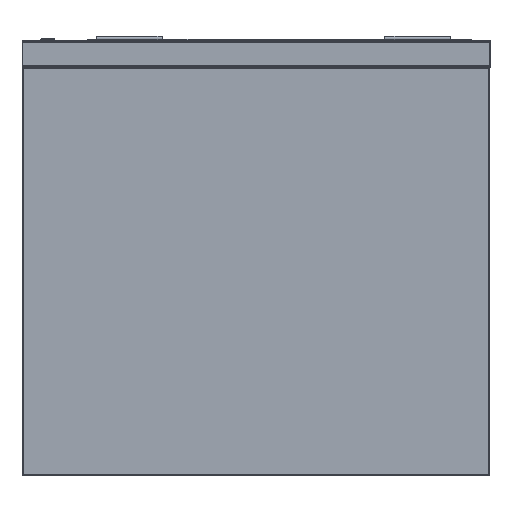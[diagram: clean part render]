
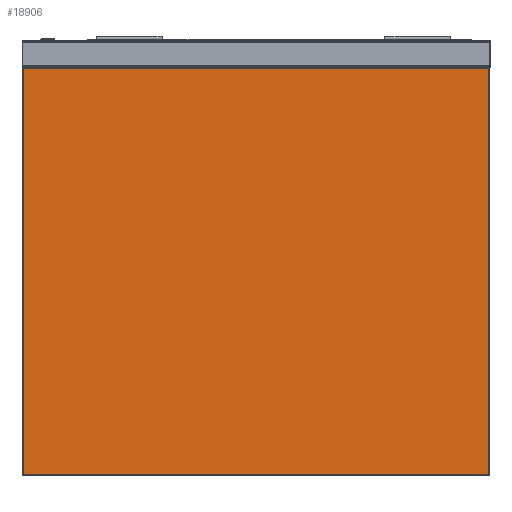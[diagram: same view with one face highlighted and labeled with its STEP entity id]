
A CAD part, left-side view. The second image highlights one B-rep face of the part: STEP entity #18906.
In plain terms, the highlighted planar face has unit normal (-1, 0, 0).
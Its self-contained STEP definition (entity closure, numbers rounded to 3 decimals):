
#311 = VECTOR ( 'NONE', #7921, 1000. ) ;
#2186 = EDGE_CURVE ( 'NONE', #35331, #11946, #33732, .T. ) ;
#2560 = PLANE ( 'NONE',  #24242 ) ;
#2780 = CARTESIAN_POINT ( 'NONE',  ( -660., 353., -42. ) ) ;
#4486 = DIRECTION ( 'NONE',  ( 0., -1., 0. ) ) ;
#4662 = CARTESIAN_POINT ( 'NONE',  ( -660., -355., -658. ) ) ;
#5436 = VECTOR ( 'NONE', #4486, 1000. ) ;
#6550 = CARTESIAN_POINT ( 'NONE',  ( -660., -353., -42. ) ) ;
#7398 = DIRECTION ( 'NONE',  ( -1., 0., 0. ) ) ;
#7921 = DIRECTION ( 'NONE',  ( 0., 0., 1. ) ) ;
#11946 = VERTEX_POINT ( 'NONE', #2780 ) ;
#12252 = EDGE_CURVE ( 'NONE', #11946, #15250, #26825, .T. ) ;
#14471 = CARTESIAN_POINT ( 'NONE',  ( -660., 353., -658. ) ) ;
#15250 = VERTEX_POINT ( 'NONE', #14471 ) ;
#15804 = CARTESIAN_POINT ( 'NONE',  ( -660., 353., -660. ) ) ;
#15984 = CARTESIAN_POINT ( 'NONE',  ( -660., -355., -660. ) ) ;
#16362 = ORIENTED_EDGE ( 'NONE', *, *, #28952, .T. ) ;
#16908 = DIRECTION ( 'NONE',  ( 0., 1., 0. ) ) ;
#18802 = EDGE_LOOP ( 'NONE', ( #16362, #22168, #25095, #33308 ) ) ;
#18906 = ADVANCED_FACE ( 'Fl�che7', ( #28122 ), #2560, .T. ) ;
#21778 = DIRECTION ( 'NONE',  ( 0., 0., -1. ) ) ;
#21839 = LINE ( 'NONE', #4662, #5436 ) ;
#22137 = CARTESIAN_POINT ( 'NONE',  ( -660., -353., -660. ) ) ;
#22168 = ORIENTED_EDGE ( 'NONE', *, *, #2186, .T. ) ;
#23944 = EDGE_CURVE ( 'NONE', #15250, #35921, #21839, .T. ) ;
#24242 = AXIS2_PLACEMENT_3D ( 'NONE', #15984, #7398, #33364 ) ;
#24486 = VECTOR ( 'NONE', #16908, 1000. ) ;
#24918 = LINE ( 'NONE', #22137, #311 ) ;
#25095 = ORIENTED_EDGE ( 'NONE', *, *, #12252, .T. ) ;
#26825 = LINE ( 'NONE', #15804, #34369 ) ;
#28122 = FACE_OUTER_BOUND ( 'NONE', #18802, .T. ) ;
#28952 = EDGE_CURVE ( 'NONE', #35921, #35331, #24918, .T. ) ;
#32977 = CARTESIAN_POINT ( 'NONE',  ( -660., -353., -658. ) ) ;
#33308 = ORIENTED_EDGE ( 'NONE', *, *, #23944, .T. ) ;
#33364 = DIRECTION ( 'NONE',  ( 0., 0., 1. ) ) ;
#33732 = LINE ( 'NONE', #36322, #24486 ) ;
#34369 = VECTOR ( 'NONE', #21778, 1000. ) ;
#35331 = VERTEX_POINT ( 'NONE', #6550 ) ;
#35921 = VERTEX_POINT ( 'NONE', #32977 ) ;
#36322 = CARTESIAN_POINT ( 'NONE',  ( -660., 355., -42. ) ) ;
